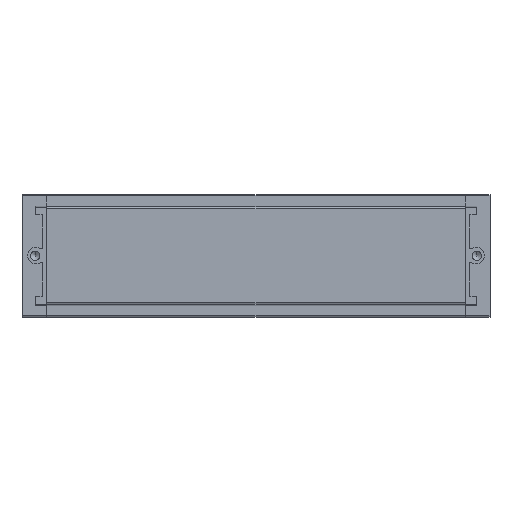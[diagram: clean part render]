
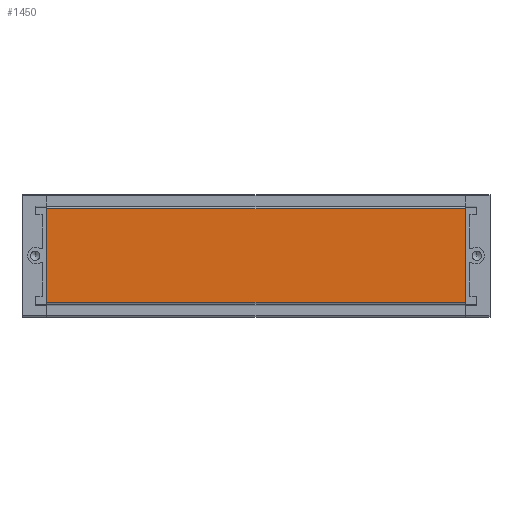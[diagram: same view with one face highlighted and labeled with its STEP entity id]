
A CAD part, front view. The second image highlights one B-rep face of the part: STEP entity #1450.
In plain terms, the highlighted planar face has unit normal (0, -1, 0).
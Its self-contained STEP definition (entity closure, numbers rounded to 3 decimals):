
#135 = ORIENTED_EDGE ( 'NONE', *, *, #2004, .T. ) ;
#205 = VERTEX_POINT ( 'NONE', #1625 ) ;
#357 = ORIENTED_EDGE ( 'NONE', *, *, #2680, .F. ) ;
#471 = VERTEX_POINT ( 'NONE', #3125 ) ;
#504 = ORIENTED_EDGE ( 'NONE', *, *, #3182, .F. ) ;
#687 = CARTESIAN_POINT ( 'NONE',  ( -75.75, 0., -17.001 ) ) ;
#1070 = DIRECTION ( 'NONE',  ( 0., 0., -1. ) ) ;
#1347 = CARTESIAN_POINT ( 'NONE',  ( 75.75, 0., -17.001 ) ) ;
#1351 = ORIENTED_EDGE ( 'NONE', *, *, #1789, .T. ) ;
#1388 = LINE ( 'NONE', #3644, #2032 ) ;
#1450 = ADVANCED_FACE ( 'NONE', ( #4092 ), #2195, .F. ) ;
#1625 = CARTESIAN_POINT ( 'NONE',  ( 75.75, 0., 17.001 ) ) ;
#1789 = EDGE_CURVE ( 'NONE', #205, #471, #3719, .T. ) ;
#1804 = VERTEX_POINT ( 'NONE', #687 ) ;
#2004 = EDGE_CURVE ( 'NONE', #471, #1804, #3403, .T. ) ;
#2032 = VECTOR ( 'NONE', #3590, 1000. ) ;
#2195 = PLANE ( 'NONE',  #4424 ) ;
#2274 = DIRECTION ( 'NONE',  ( 0., 0., -1. ) ) ;
#2350 = EDGE_LOOP ( 'NONE', ( #135, #504, #357, #1351 ) ) ;
#2496 = VECTOR ( 'NONE', #1070, 1000. ) ;
#2649 = DIRECTION ( 'NONE',  ( 0., 1., 0. ) ) ;
#2680 = EDGE_CURVE ( 'NONE', #205, #4001, #3051, .T. ) ;
#2918 = CARTESIAN_POINT ( 'NONE',  ( 75.75, 0., 17.001 ) ) ;
#2969 = DIRECTION ( 'NONE',  ( -1., 0., 0. ) ) ;
#3051 = LINE ( 'NONE', #4170, #2496 ) ;
#3071 = VECTOR ( 'NONE', #2274, 1000. ) ;
#3125 = CARTESIAN_POINT ( 'NONE',  ( -75.75, 0., 17.001 ) ) ;
#3182 = EDGE_CURVE ( 'NONE', #4001, #1804, #1388, .T. ) ;
#3403 = LINE ( 'NONE', #4166, #3071 ) ;
#3590 = DIRECTION ( 'NONE',  ( -1., 0., 0. ) ) ;
#3644 = CARTESIAN_POINT ( 'NONE',  ( 75.75, 0., -17.001 ) ) ;
#3719 = LINE ( 'NONE', #2918, #4411 ) ;
#4001 = VERTEX_POINT ( 'NONE', #1347 ) ;
#4092 = FACE_OUTER_BOUND ( 'NONE', #2350, .T. ) ;
#4161 = CARTESIAN_POINT ( 'NONE',  ( 75.75, 0., 17.001 ) ) ;
#4166 = CARTESIAN_POINT ( 'NONE',  ( -75.75, 0., 17.001 ) ) ;
#4170 = CARTESIAN_POINT ( 'NONE',  ( 75.75, 0., 17.001 ) ) ;
#4411 = VECTOR ( 'NONE', #2969, 1000. ) ;
#4424 = AXIS2_PLACEMENT_3D ( 'NONE', #4161, #2649, #4605 ) ;
#4605 = DIRECTION ( 'NONE',  ( 0., 0., 1. ) ) ;
